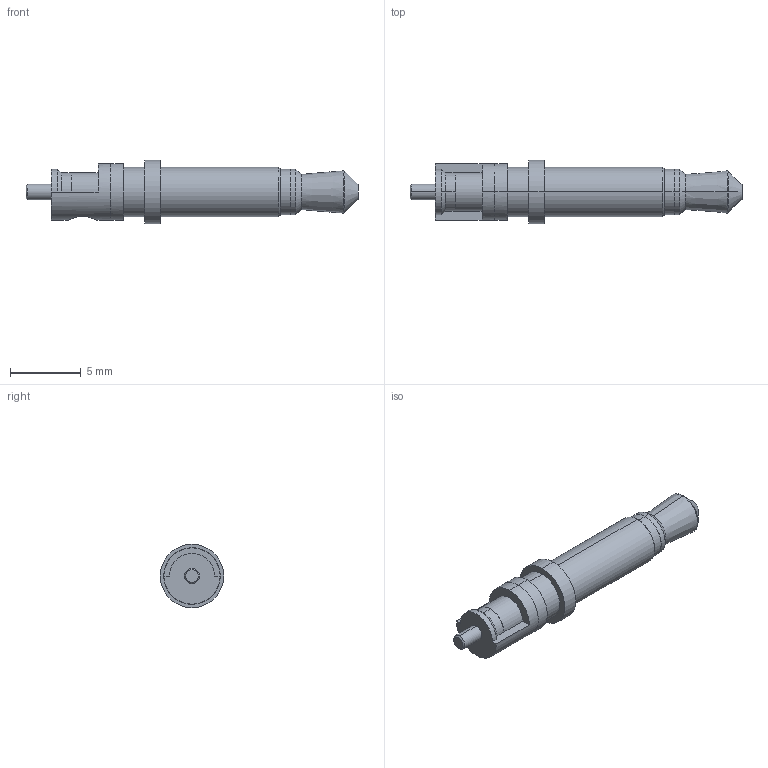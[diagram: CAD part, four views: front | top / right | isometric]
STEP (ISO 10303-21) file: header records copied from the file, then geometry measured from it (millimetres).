
FILE_DESCRIPTION (( 'STEP AP214' ), '1' );
FILE_NAME ('50-00405.STEP', '2014-08-28T22:15:13', ( 'Tensility' ), ( '' ), 'SwSTEP 2.0', 'SolidWorks 2014', '' );
FILE_SCHEMA (( 'AUTOMOTIVE_DESIGN' ));
Length unit declared in the file: millimetre
Products named in the file (1): 50-00405
Bounding box: 23.5 x 4.5 x 4.5 mm (x, y, z)
Volume: 199.5 mm3; surface area: 278.4 mm2
Topology: 1 solids, 1 shells, 52 faces, 115 edges, 71 vertices
Faces by surface type: cylinder 22, cone 14, plane 12, torus 2, bspline 2
Entity records: 2203 total; most frequent: CARTESIAN_POINT 485, DIRECTION 260, ORIENTED_EDGE 230, EDGE_CURVE 115, AXIS2_PLACEMENT_3D 106, VERTEX_POINT 71, EDGE_LOOP 58, CIRCLE 55
